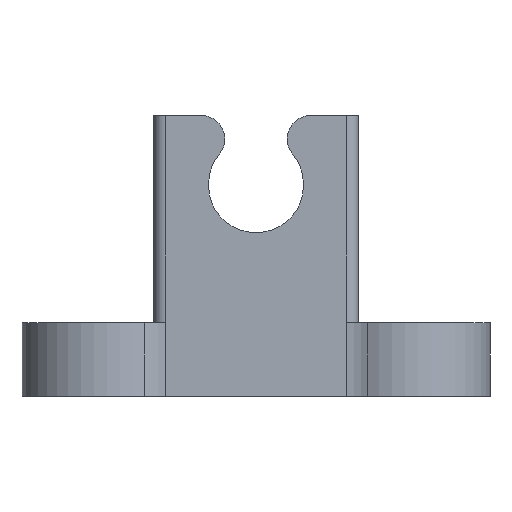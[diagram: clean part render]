
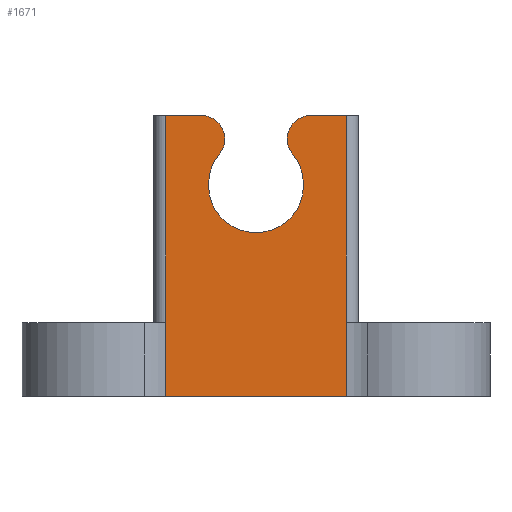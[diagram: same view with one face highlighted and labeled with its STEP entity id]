
A CAD part, left-side view. The second image highlights one B-rep face of the part: STEP entity #1671.
In plain terms, the highlighted planar face has unit normal (-1, 0, 0).
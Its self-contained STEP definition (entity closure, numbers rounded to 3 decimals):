
#56=PLANE('',#1838);
#131=FACE_OUTER_BOUND('',#231,.T.);
#231=EDGE_LOOP('',(#1409,#1410,#1411,#1412,#1413,#1414,#1415,#1416,#1417,
#1418,#1419,#1420,#1421,#1422));
#272=LINE('',#2436,#434);
#374=LINE('',#2748,#536);
#377=LINE('',#2755,#539);
#378=LINE('',#2761,#540);
#379=LINE('',#2765,#541);
#380=LINE('',#2769,#542);
#381=LINE('',#2775,#543);
#382=LINE('',#2776,#544);
#434=VECTOR('',#1924,10.);
#536=VECTOR('',#2234,10.);
#539=VECTOR('',#2243,10.);
#540=VECTOR('',#2248,10.);
#541=VECTOR('',#2251,10.);
#542=VECTOR('',#2254,10.);
#543=VECTOR('',#2259,10.);
#544=VECTOR('',#2260,10.);
#656=CIRCLE('',#1839,1.);
#657=CIRCLE('',#1840,1.95);
#658=CIRCLE('',#1841,2.);
#659=CIRCLE('',#1842,2.);
#660=CIRCLE('',#1843,1.95);
#661=CIRCLE('',#1844,1.);
#691=VERTEX_POINT('',#2433);
#692=VERTEX_POINT('',#2435);
#798=VERTEX_POINT('',#2746);
#799=VERTEX_POINT('',#2754);
#800=VERTEX_POINT('',#2756);
#801=VERTEX_POINT('',#2758);
#802=VERTEX_POINT('',#2760);
#803=VERTEX_POINT('',#2762);
#804=VERTEX_POINT('',#2764);
#805=VERTEX_POINT('',#2766);
#806=VERTEX_POINT('',#2768);
#807=VERTEX_POINT('',#2770);
#808=VERTEX_POINT('',#2772);
#809=VERTEX_POINT('',#2774);
#855=EDGE_CURVE('',#692,#691,#272,.F.);
#1011=EDGE_CURVE('',#798,#691,#374,.T.);
#1014=EDGE_CURVE('',#799,#798,#377,.F.);
#1015=EDGE_CURVE('',#800,#799,#656,.F.);
#1016=EDGE_CURVE('',#801,#800,#657,.F.);
#1017=EDGE_CURVE('',#801,#802,#378,.F.);
#1018=EDGE_CURVE('',#803,#802,#658,.F.);
#1019=EDGE_CURVE('',#803,#804,#379,.F.);
#1020=EDGE_CURVE('',#805,#804,#659,.F.);
#1021=EDGE_CURVE('',#805,#806,#380,.F.);
#1022=EDGE_CURVE('',#807,#806,#660,.F.);
#1023=EDGE_CURVE('',#808,#807,#661,.F.);
#1024=EDGE_CURVE('',#809,#808,#381,.F.);
#1025=EDGE_CURVE('',#692,#809,#382,.T.);
#1409=ORIENTED_EDGE('',*,*,#1011,.F.);
#1410=ORIENTED_EDGE('',*,*,#1014,.F.);
#1411=ORIENTED_EDGE('',*,*,#1015,.F.);
#1412=ORIENTED_EDGE('',*,*,#1016,.F.);
#1413=ORIENTED_EDGE('',*,*,#1017,.T.);
#1414=ORIENTED_EDGE('',*,*,#1018,.F.);
#1415=ORIENTED_EDGE('',*,*,#1019,.T.);
#1416=ORIENTED_EDGE('',*,*,#1020,.F.);
#1417=ORIENTED_EDGE('',*,*,#1021,.T.);
#1418=ORIENTED_EDGE('',*,*,#1022,.F.);
#1419=ORIENTED_EDGE('',*,*,#1023,.F.);
#1420=ORIENTED_EDGE('',*,*,#1024,.F.);
#1421=ORIENTED_EDGE('',*,*,#1025,.F.);
#1422=ORIENTED_EDGE('',*,*,#855,.T.);
#1671=ADVANCED_FACE('',(#131),#56,.T.);
#1838=AXIS2_PLACEMENT_3D('',#2753,#2241,#2242);
#1839=AXIS2_PLACEMENT_3D('',#2757,#2244,#2245);
#1840=AXIS2_PLACEMENT_3D('',#2759,#2246,#2247);
#1841=AXIS2_PLACEMENT_3D('',#2763,#2249,#2250);
#1842=AXIS2_PLACEMENT_3D('',#2767,#2252,#2253);
#1843=AXIS2_PLACEMENT_3D('',#2771,#2255,#2256);
#1844=AXIS2_PLACEMENT_3D('',#2773,#2257,#2258);
#1924=DIRECTION('',(0.,1.,0.));
#2234=DIRECTION('',(0.,0.,-1.));
#2241=DIRECTION('center_axis',(-1.,0.,0.));
#2242=DIRECTION('ref_axis',(0.,-1.,0.));
#2243=DIRECTION('',(0.,1.,0.));
#2244=DIRECTION('center_axis',(-1.,0.,0.));
#2245=DIRECTION('ref_axis',(0.,-1.,0.));
#2246=DIRECTION('center_axis',(1.,0.,0.));
#2247=DIRECTION('ref_axis',(0.,-0.707,0.707));
#2248=DIRECTION('',(0.,0.,1.));
#2249=DIRECTION('center_axis',(1.,0.,0.));
#2250=DIRECTION('ref_axis',(0.,-0.707,-0.707));
#2251=DIRECTION('',(0.,-1.,0.));
#2252=DIRECTION('center_axis',(1.,0.,0.));
#2253=DIRECTION('ref_axis',(0.,0.707,-0.707));
#2254=DIRECTION('',(0.,0.,-1.));
#2255=DIRECTION('center_axis',(1.,0.,0.));
#2256=DIRECTION('ref_axis',(0.,0.707,0.707));
#2257=DIRECTION('center_axis',(-1.,0.,0.));
#2258=DIRECTION('ref_axis',(0.,1.,0.));
#2259=DIRECTION('',(0.,1.,0.));
#2260=DIRECTION('',(0.,0.,1.));
#2433=CARTESIAN_POINT('',(-28.8,-65.862,7.78));
#2435=CARTESIAN_POINT('',(-28.8,-58.138,7.78));
#2436=CARTESIAN_POINT('',(-28.8,-25.789,7.78));
#2746=CARTESIAN_POINT('',(-28.8,-65.862,19.78));
#2748=CARTESIAN_POINT('',(-28.8,-65.862,10.78));
#2753=CARTESIAN_POINT('Origin',(-28.8,-55.5,7.78));
#2754=CARTESIAN_POINT('',(-28.8,-64.332,19.78));
#2755=CARTESIAN_POINT('',(-28.8,-58.75,19.78));
#2756=CARTESIAN_POINT('',(-28.8,-63.567,18.136));
#2757=CARTESIAN_POINT('Origin',(-28.8,-64.332,18.78));
#2758=CARTESIAN_POINT('',(-28.8,-64.025,16.88));
#2759=CARTESIAN_POINT('Origin',(-28.8,-62.075,16.88));
#2760=CARTESIAN_POINT('',(-28.8,-64.025,16.78));
#2761=CARTESIAN_POINT('',(-28.8,-64.025,15.28));
#2762=CARTESIAN_POINT('',(-28.8,-62.025,14.78));
#2763=CARTESIAN_POINT('Origin',(-28.8,-62.025,16.78));
#2764=CARTESIAN_POINT('',(-28.8,-61.975,14.78));
#2765=CARTESIAN_POINT('',(-28.8,-58.75,14.78));
#2766=CARTESIAN_POINT('',(-28.8,-59.975,16.78));
#2767=CARTESIAN_POINT('Origin',(-28.8,-61.975,16.78));
#2768=CARTESIAN_POINT('',(-28.8,-59.975,16.88));
#2769=CARTESIAN_POINT('',(-28.8,-59.975,15.28));
#2770=CARTESIAN_POINT('',(-28.8,-60.433,18.136));
#2771=CARTESIAN_POINT('Origin',(-28.8,-61.925,16.88));
#2772=CARTESIAN_POINT('',(-28.8,-59.668,19.78));
#2773=CARTESIAN_POINT('Origin',(-28.8,-59.668,18.78));
#2774=CARTESIAN_POINT('',(-28.8,-58.138,19.78));
#2775=CARTESIAN_POINT('',(-28.8,-58.75,19.78));
#2776=CARTESIAN_POINT('',(-28.8,-58.138,10.78));
